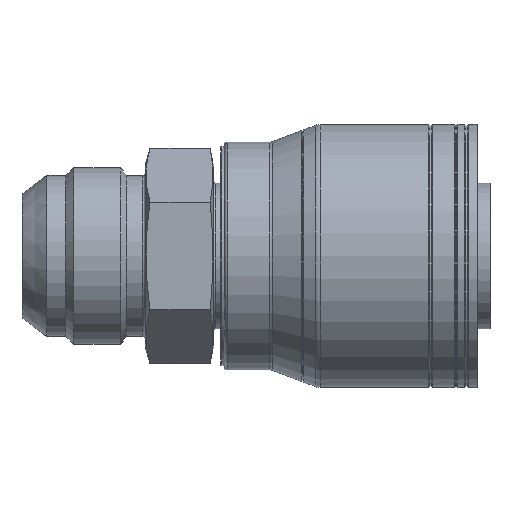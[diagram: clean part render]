
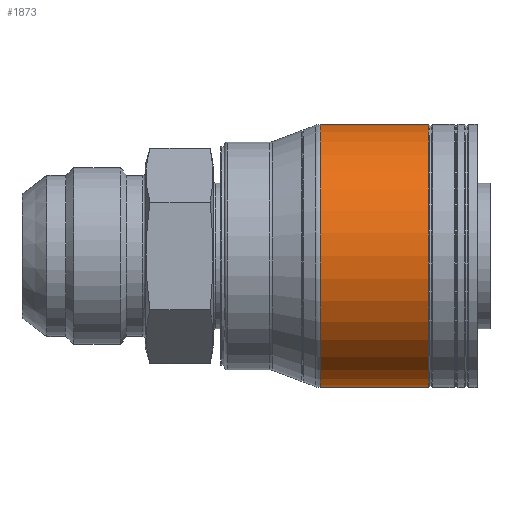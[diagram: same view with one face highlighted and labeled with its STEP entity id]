
A CAD part, top view. The second image highlights one B-rep face of the part: STEP entity #1873.
In plain terms, the highlighted cylindrical face has radius 24.651 mm (diameter 49.301 mm), a partial arc.
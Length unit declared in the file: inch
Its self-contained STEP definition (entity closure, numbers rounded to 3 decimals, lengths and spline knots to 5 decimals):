
#1090=DIRECTION('',(-1.,0.,0.));
#1091=VECTOR('',#1090,0.80244);
#1092=CARTESIAN_POINT('',(1.53739,0.9705,0.));
#1093=LINE('',#1092,#1091);
#1099=DIRECTION('',(-1.,0.,0.));
#1100=VECTOR('',#1099,0.80244);
#1101=CARTESIAN_POINT('',(1.53739,-0.9705,0.));
#1102=LINE('',#1101,#1100);
#1165=CARTESIAN_POINT('',(1.53739,0.,0.));
#1166=DIRECTION('',(1.,0.,0.));
#1167=DIRECTION('',(0.,1.,0.));
#1168=AXIS2_PLACEMENT_3D('',#1165,#1166,#1167);
#1170=CARTESIAN_POINT('',(0.73495,0.,0.));
#1171=DIRECTION('',(-1.,0.,0.));
#1172=DIRECTION('',(0.,-1.,0.));
#1173=AXIS2_PLACEMENT_3D('',#1170,#1171,#1172);
#1659=CARTESIAN_POINT('',(0.73495,0.9705,0.));
#1660=CARTESIAN_POINT('',(0.73495,-0.9705,0.));
#1661=VERTEX_POINT('',#1659);
#1662=VERTEX_POINT('',#1660);
#1711=CARTESIAN_POINT('',(1.53739,0.9705,0.));
#1712=CARTESIAN_POINT('',(1.53739,-0.9705,0.));
#1713=VERTEX_POINT('',#1711);
#1714=VERTEX_POINT('',#1712);
#1861=CARTESIAN_POINT('',(-0.0947,0.,0.));
#1862=DIRECTION('',(1.,0.,0.));
#1863=DIRECTION('',(0.,-1.,0.));
#1864=AXIS2_PLACEMENT_3D('',#1861,#1862,#1863);
#1865=CYLINDRICAL_SURFACE('',#1864,0.9705);
#1866=ORIENTED_EDGE('',*,*,#1852,.T.);
#1867=ORIENTED_EDGE('',*,*,#1780,.T.);
#1869=ORIENTED_EDGE('',*,*,#1868,.T.);
#1870=ORIENTED_EDGE('',*,*,#1776,.F.);
#1871=EDGE_LOOP('',(#1866,#1867,#1869,#1870));
#1872=FACE_OUTER_BOUND('',#1871,.F.);
#1169=CIRCLE('',#1168,0.9705);
#1174=CIRCLE('',#1173,0.9705);
#1776=EDGE_CURVE('',#1713,#1661,#1093,.T.);
#1780=EDGE_CURVE('',#1714,#1662,#1102,.T.);
#1852=EDGE_CURVE('',#1713,#1714,#1169,.T.);
#1868=EDGE_CURVE('',#1662,#1661,#1174,.T.);
#1873=ADVANCED_FACE('',(#1872),#1865,.T.);
